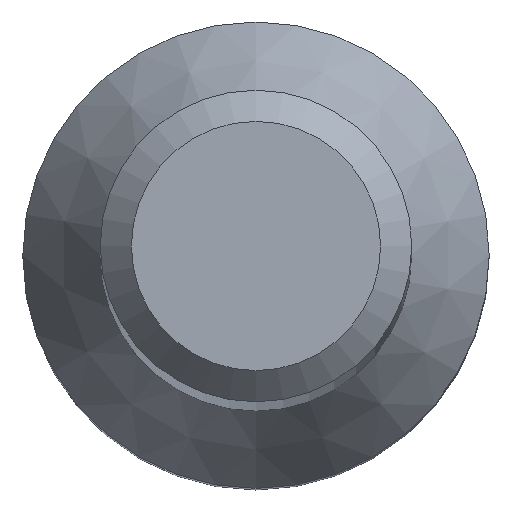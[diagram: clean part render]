
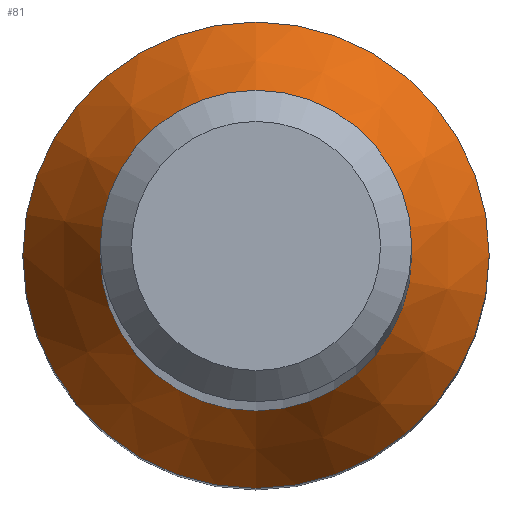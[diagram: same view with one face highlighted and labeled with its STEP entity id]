
A CAD part, top view. The second image highlights one B-rep face of the part: STEP entity #81.
In plain terms, the highlighted conical face has half-angle 30 degrees and reference radius 2.995 mm.
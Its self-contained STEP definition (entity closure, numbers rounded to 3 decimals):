
#1 = EDGE_CURVE ( 'NONE', #173, #173, #176, .T. ) ;
#6 = DIRECTION ( 'NONE',  ( 0., 1., 0. ) ) ;
#9 = FACE_OUTER_BOUND ( 'NONE', #220, .T. ) ;
#33 = ORIENTED_EDGE ( 'NONE', *, *, #1, .F. ) ;
#36 = CARTESIAN_POINT ( 'NONE',  ( 0., 0., 12. ) ) ;
#40 = DIRECTION ( 'NONE',  ( 0., 1., 0. ) ) ;
#67 = DIRECTION ( 'NONE',  ( 0., 0., -1. ) ) ;
#81 = ADVANCED_FACE ( 'NONE', ( #106, #9 ), #181, .T. ) ;
#92 = CARTESIAN_POINT ( 'NONE',  ( 0., 0., 13.723 ) ) ;
#106 = FACE_BOUND ( 'NONE', #112, .T. ) ;
#112 = EDGE_LOOP ( 'NONE', ( #177 ) ) ;
#119 = DIRECTION ( 'NONE',  ( 0., 0., -1. ) ) ;
#127 = AXIS2_PLACEMENT_3D ( 'NONE', #36, #119, #40 ) ;
#129 = DIRECTION ( 'NONE',  ( 0., 1., 0. ) ) ;
#167 = EDGE_CURVE ( 'NONE', #175, #175, #187, .T. ) ;
#173 = VERTEX_POINT ( 'NONE', #238 ) ;
#175 = VERTEX_POINT ( 'NONE', #240 ) ;
#176 = CIRCLE ( 'NONE', #127, 2.995 ) ;
#177 = ORIENTED_EDGE ( 'NONE', *, *, #167, .T. ) ;
#181 = CONICAL_SURFACE ( 'NONE', #202, 2.995, 0.524 ) ;
#187 = CIRCLE ( 'NONE', #233, 2. ) ;
#188 = CARTESIAN_POINT ( 'NONE',  ( 0., 0., 12. ) ) ;
#202 = AXIS2_PLACEMENT_3D ( 'NONE', #188, #212, #6 ) ;
#212 = DIRECTION ( 'NONE',  ( 0., 0., -1. ) ) ;
#220 = EDGE_LOOP ( 'NONE', ( #33 ) ) ;
#233 = AXIS2_PLACEMENT_3D ( 'NONE', #92, #67, #129 ) ;
#238 = CARTESIAN_POINT ( 'NONE',  ( 0., 2.995, 12. ) ) ;
#240 = CARTESIAN_POINT ( 'NONE',  ( 0., 2., 13.723 ) ) ;
